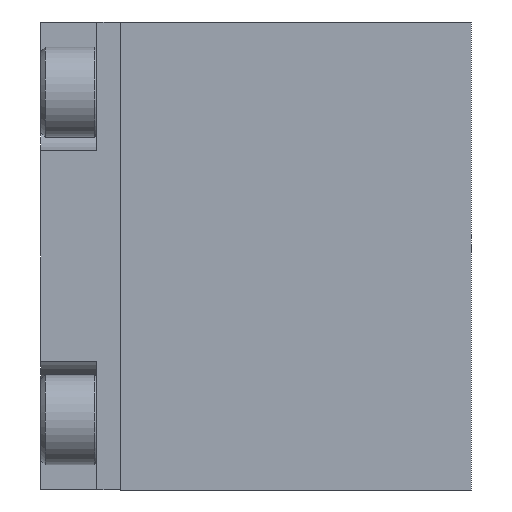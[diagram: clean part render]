
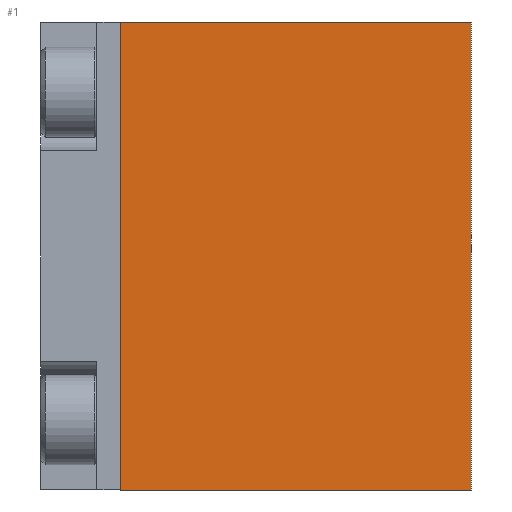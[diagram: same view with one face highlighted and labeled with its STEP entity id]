
A CAD part, left-side view. The second image highlights one B-rep face of the part: STEP entity #1.
In plain terms, the highlighted planar face has unit normal (-1, 0, 0).
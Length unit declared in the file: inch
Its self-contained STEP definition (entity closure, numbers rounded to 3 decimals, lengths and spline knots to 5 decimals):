
#1 = ADVANCED_FACE ( 'NONE', ( #5847 ), #3363, .F. ) ;
#8 = CARTESIAN_POINT ( 'NONE',  ( -0.1575, 0.375, -0.25 ) ) ;
#180 = VECTOR ( 'NONE', #1919, 39.37008 ) ;
#459 = DIRECTION ( 'NONE',  ( 0., 0., -1. ) ) ;
#1007 = DIRECTION ( 'NONE',  ( 0., 0., 1. ) ) ;
#1284 = EDGE_CURVE ( 'NONE', #5429, #2726, #3421, .T. ) ;
#1584 = DIRECTION ( 'NONE',  ( 0., 0., 1. ) ) ;
#1837 = ORIENTED_EDGE ( 'NONE', *, *, #1901, .T. ) ;
#1871 = EDGE_CURVE ( 'NONE', #2705, #2726, #5890, .T. ) ;
#1901 = EDGE_CURVE ( 'NONE', #2872, #5429, #3470, .T. ) ;
#1919 = DIRECTION ( 'NONE',  ( 0., 1., 0. ) ) ;
#2027 = CARTESIAN_POINT ( 'NONE',  ( -0.1575, 0., -0.25 ) ) ;
#2096 = CARTESIAN_POINT ( 'NONE',  ( -0.1575, 0., 0.25 ) ) ;
#2153 = ORIENTED_EDGE ( 'NONE', *, *, #3348, .T. ) ;
#2170 = ORIENTED_EDGE ( 'NONE', *, *, #1284, .T. ) ;
#2705 = VERTEX_POINT ( 'NONE', #2831 ) ;
#2726 = VERTEX_POINT ( 'NONE', #6208 ) ;
#2831 = CARTESIAN_POINT ( 'NONE',  ( -0.1575, 0.375, -0.25 ) ) ;
#2872 = VERTEX_POINT ( 'NONE', #2027 ) ;
#2997 = CARTESIAN_POINT ( 'NONE',  ( -0.1575, 0., 0. ) ) ;
#3348 = EDGE_CURVE ( 'NONE', #2705, #2872, #4339, .T. ) ;
#3363 = PLANE ( 'NONE',  #5524 ) ;
#3421 = LINE ( 'NONE', #5364, #180 ) ;
#3470 = LINE ( 'NONE', #2997, #5313 ) ;
#4156 = ORIENTED_EDGE ( 'NONE', *, *, #1871, .F. ) ;
#4339 = LINE ( 'NONE', #8, #4495 ) ;
#4381 = VECTOR ( 'NONE', #1584, 39.37008 ) ;
#4495 = VECTOR ( 'NONE', #5391, 39.37008 ) ;
#4823 = CARTESIAN_POINT ( 'NONE',  ( -0.1575, 0., -0.25 ) ) ;
#5053 = EDGE_LOOP ( 'NONE', ( #2153, #1837, #2170, #4156 ) ) ;
#5313 = VECTOR ( 'NONE', #1007, 39.37008 ) ;
#5364 = CARTESIAN_POINT ( 'NONE',  ( -0.1575, 0.375, 0.25 ) ) ;
#5386 = CARTESIAN_POINT ( 'NONE',  ( -0.1575, 0.375, -0.25 ) ) ;
#5391 = DIRECTION ( 'NONE',  ( 0., -1., 0. ) ) ;
#5429 = VERTEX_POINT ( 'NONE', #2096 ) ;
#5524 = AXIS2_PLACEMENT_3D ( 'NONE', #4823, #5874, #459 ) ;
#5847 = FACE_OUTER_BOUND ( 'NONE', #5053, .T. ) ;
#5874 = DIRECTION ( 'NONE',  ( 1., 0., 0. ) ) ;
#5890 = LINE ( 'NONE', #5386, #4381 ) ;
#6208 = CARTESIAN_POINT ( 'NONE',  ( -0.1575, 0.375, 0.25 ) ) ;
